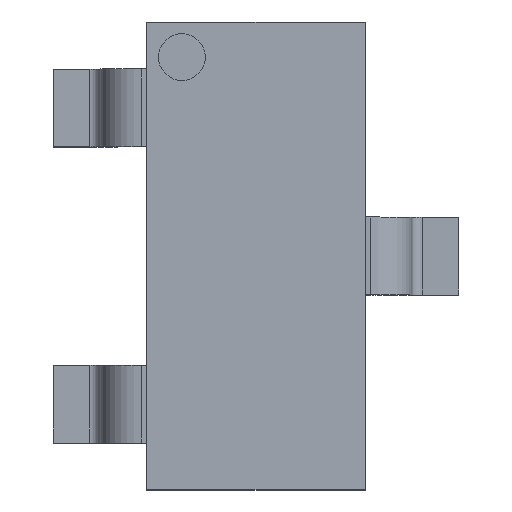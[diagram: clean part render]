
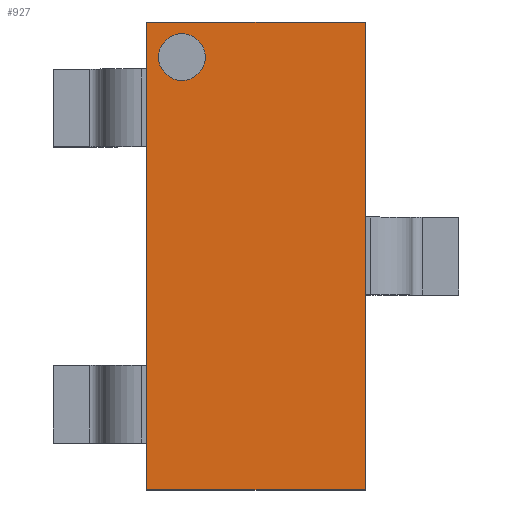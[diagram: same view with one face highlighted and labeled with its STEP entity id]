
A CAD part, top view. The second image highlights one B-rep face of the part: STEP entity #927.
In plain terms, the highlighted planar face has unit normal (0, 0, 1).
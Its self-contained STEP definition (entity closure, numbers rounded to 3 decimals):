
#14=FACE_BOUND('',#147,.T.);
#43=CIRCLE('',#1000,0.15);
#99=FACE_OUTER_BOUND('',#146,.T.);
#146=EDGE_LOOP('',(#768,#769,#770,#771));
#147=EDGE_LOOP('',(#772));
#241=LINE('',#1488,#338);
#242=LINE('',#1490,#339);
#243=LINE('',#1492,#340);
#244=LINE('',#1493,#341);
#338=VECTOR('',#1234,1.);
#339=VECTOR('',#1235,1.);
#340=VECTOR('',#1236,1.);
#341=VECTOR('',#1237,1.);
#424=VERTEX_POINT('',#1480);
#425=VERTEX_POINT('',#1486);
#426=VERTEX_POINT('',#1487);
#427=VERTEX_POINT('',#1489);
#428=VERTEX_POINT('',#1491);
#543=EDGE_CURVE('',#424,#424,#43,.T.);
#545=EDGE_CURVE('',#425,#426,#241,.T.);
#546=EDGE_CURVE('',#426,#427,#242,.T.);
#547=EDGE_CURVE('',#427,#428,#243,.T.);
#548=EDGE_CURVE('',#428,#425,#244,.T.);
#768=ORIENTED_EDGE('',*,*,#545,.T.);
#769=ORIENTED_EDGE('',*,*,#546,.T.);
#770=ORIENTED_EDGE('',*,*,#547,.T.);
#771=ORIENTED_EDGE('',*,*,#548,.T.);
#772=ORIENTED_EDGE('',*,*,#543,.T.);
#833=PLANE('',#1003);
#927=ADVANCED_FACE('',(#99,#14),#833,.T.);
#1000=AXIS2_PLACEMENT_3D('',#1482,#1226,#1227);
#1003=AXIS2_PLACEMENT_3D('',#1485,#1232,#1233);
#1226=DIRECTION('center_axis',(0.,0.,-1.));
#1227=DIRECTION('ref_axis',(1.,0.,0.));
#1232=DIRECTION('center_axis',(0.,0.,1.));
#1233=DIRECTION('ref_axis',(1.,0.,0.));
#1234=DIRECTION('',(0.,1.,0.));
#1235=DIRECTION('',(-1.,0.,0.));
#1236=DIRECTION('',(0.,-1.,0.));
#1237=DIRECTION('',(1.,0.,0.));
#1480=CARTESIAN_POINT('',(0.075,2.775,1.09));
#1482=CARTESIAN_POINT('Origin',(0.225,2.775,1.09));
#1485=CARTESIAN_POINT('Origin',(0.7,1.5,1.09));
#1486=CARTESIAN_POINT('',(1.4,0.,1.09));
#1487=CARTESIAN_POINT('',(1.4,3.,1.09));
#1488=CARTESIAN_POINT('',(1.4,1.5,1.09));
#1489=CARTESIAN_POINT('',(0.,3.,1.09));
#1490=CARTESIAN_POINT('',(0.7,3.,1.09));
#1491=CARTESIAN_POINT('',(0.,0.,1.09));
#1492=CARTESIAN_POINT('',(0.,1.5,1.09));
#1493=CARTESIAN_POINT('',(0.7,0.,1.09));
